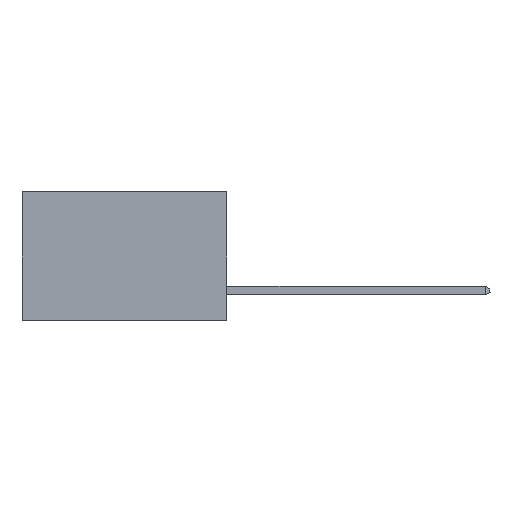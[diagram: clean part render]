
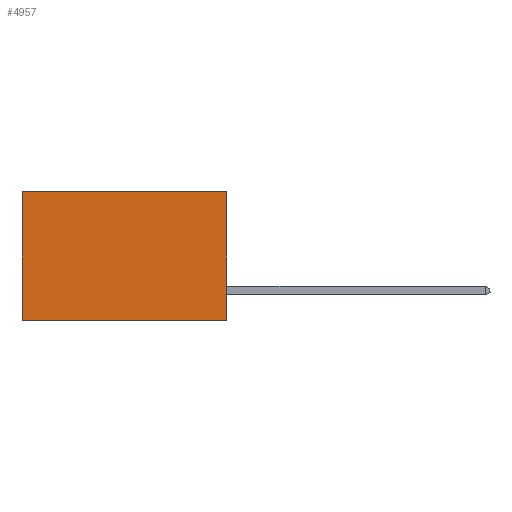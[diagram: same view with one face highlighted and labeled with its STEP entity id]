
A CAD part, left-side view. The second image highlights one B-rep face of the part: STEP entity #4957.
In plain terms, the highlighted planar face has unit normal (-1, 0, 0).
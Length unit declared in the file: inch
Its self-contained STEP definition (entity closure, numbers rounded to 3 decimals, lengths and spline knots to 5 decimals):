
#900 = LINE ( 'NONE', #8630, #17974 ) ;
#1299 = CARTESIAN_POINT ( 'NONE',  ( 0.277, 0.59, 0. ) ) ;
#1363 = ORIENTED_EDGE ( 'NONE', *, *, #11645, .F. ) ;
#2169 = DIRECTION ( 'NONE',  ( 1., 0., 0. ) ) ;
#3132 = LINE ( 'NONE', #7850, #15832 ) ;
#3206 = DIRECTION ( 'NONE',  ( 0., 0., -1. ) ) ;
#3628 = DIRECTION ( 'NONE',  ( 0., 1., 0. ) ) ;
#4341 = DIRECTION ( 'NONE',  ( 0., 0., -1. ) ) ;
#4957 = ADVANCED_FACE ( 'NONE', ( #13425 ), #17051, .F. ) ;
#5369 = VERTEX_POINT ( 'NONE', #18650 ) ;
#6821 = EDGE_LOOP ( 'NONE', ( #12054, #11863, #1363, #18932 ) ) ;
#7218 = LINE ( 'NONE', #7301, #15445 ) ;
#7301 = CARTESIAN_POINT ( 'NONE',  ( 0.277, 0., -0.37 ) ) ;
#7723 = VERTEX_POINT ( 'NONE', #1299 ) ;
#7850 = CARTESIAN_POINT ( 'NONE',  ( 0.277, 0., -0.37 ) ) ;
#8013 = LINE ( 'NONE', #18000, #11943 ) ;
#8630 = CARTESIAN_POINT ( 'NONE',  ( 0.277, 0., 0. ) ) ;
#9900 = CARTESIAN_POINT ( 'NONE',  ( 0.277, 0., -0.37 ) ) ;
#11645 = EDGE_CURVE ( 'NONE', #19353, #18543, #3132, .T. ) ;
#11863 = ORIENTED_EDGE ( 'NONE', *, *, #18208, .F. ) ;
#11943 = VECTOR ( 'NONE', #3206, 39.37008 ) ;
#12054 = ORIENTED_EDGE ( 'NONE', *, *, #14786, .T. ) ;
#12661 = CARTESIAN_POINT ( 'NONE',  ( 0.277, 0., -0.37 ) ) ;
#13425 = FACE_OUTER_BOUND ( 'NONE', #6821, .T. ) ;
#14786 = EDGE_CURVE ( 'NONE', #7723, #5369, #8013, .T. ) ;
#15445 = VECTOR ( 'NONE', #17136, 39.37008 ) ;
#15513 = CARTESIAN_POINT ( 'NONE',  ( 0.277, 0., 0. ) ) ;
#15832 = VECTOR ( 'NONE', #19289, 39.37008 ) ;
#16878 = AXIS2_PLACEMENT_3D ( 'NONE', #12661, #2169, #4341 ) ;
#17051 = PLANE ( 'NONE',  #16878 ) ;
#17136 = DIRECTION ( 'NONE',  ( 0., 1., 0. ) ) ;
#17974 = VECTOR ( 'NONE', #3628, 39.37008 ) ;
#18000 = CARTESIAN_POINT ( 'NONE',  ( 0.277, 0.59, -0.37 ) ) ;
#18065 = EDGE_CURVE ( 'NONE', #19353, #7723, #900, .T. ) ;
#18208 = EDGE_CURVE ( 'NONE', #18543, #5369, #7218, .T. ) ;
#18543 = VERTEX_POINT ( 'NONE', #9900 ) ;
#18650 = CARTESIAN_POINT ( 'NONE',  ( 0.277, 0.59, -0.37 ) ) ;
#18932 = ORIENTED_EDGE ( 'NONE', *, *, #18065, .T. ) ;
#19289 = DIRECTION ( 'NONE',  ( 0., 0., -1. ) ) ;
#19353 = VERTEX_POINT ( 'NONE', #15513 ) ;
